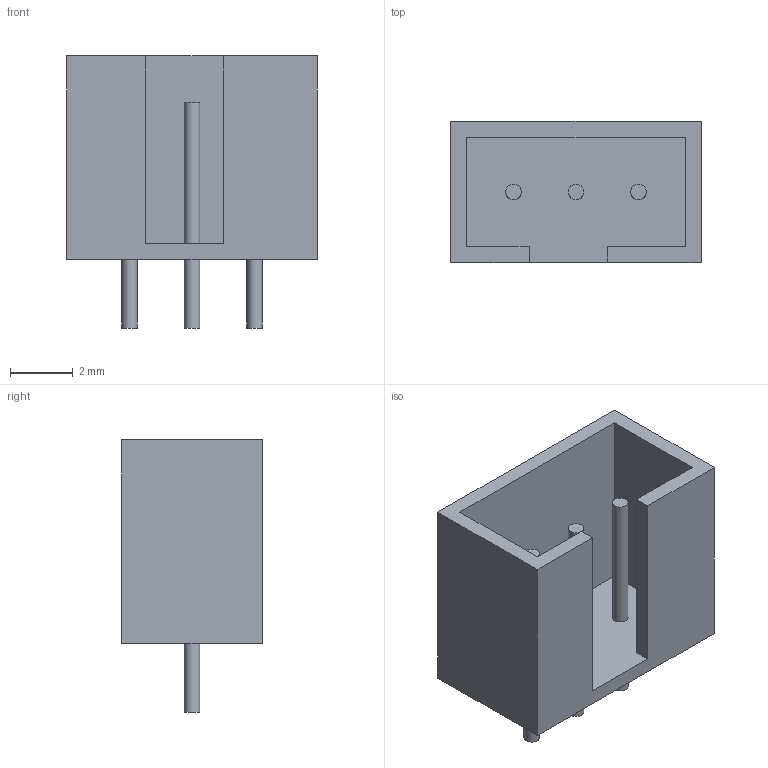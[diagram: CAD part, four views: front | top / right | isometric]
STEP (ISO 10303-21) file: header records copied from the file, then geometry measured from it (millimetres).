
FILE_DESCRIPTION(/* description */ (''),/* implementation_level */ '2;1');
FILE_NAME(/* name */ 'JST 2.0 Connector housing v2.step',/* time_stamp */ '2020-10-20T11:35:09+02:00',/* author */ (''),/* organization */ (''),/* preprocessor_version */ 'ST-DEVELOPER v18.1',/* originating_system */ 'Autodesk Translation Framework v9.3.0.1241',/* authorisation */ '');
FILE_SCHEMA (('AUTOMOTIVE_DESIGN { 1 0 10303 214 3 1 1 }'));
Length unit declared in the file: millimetre
Products named in the file (1): JST 2.0 Connector housing
Bounding box: 8 x 4.5 x 8.7 mm (x, y, z)
Volume: 83.4 mm3; surface area: 368.1 mm2
Topology: 1 solids, 1 shells, 26 faces, 54 edges, 36 vertices
Faces by surface type: plane 20, cylinder 6
Full cylindrical faces by diameter (mm): 0.5 x6
Entity records: 723 total; most frequent: DIRECTION 120, CARTESIAN_POINT 117, ORIENTED_EDGE 108, EDGE_CURVE 54, LINE 42, VECTOR 42, AXIS2_PLACEMENT_3D 39, VERTEX_POINT 36
